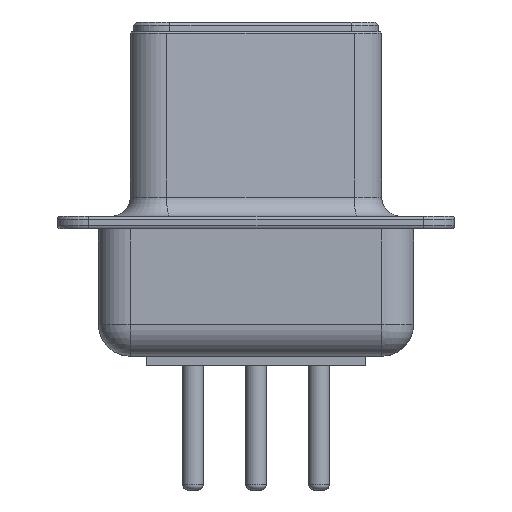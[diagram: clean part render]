
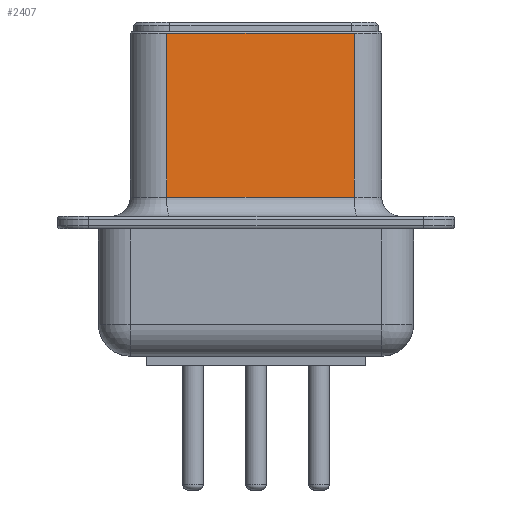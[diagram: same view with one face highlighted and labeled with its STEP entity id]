
A CAD part, left-side view. The second image highlights one B-rep face of the part: STEP entity #2407.
In plain terms, the highlighted planar face has unit normal (-0.99, -0.143, 0).
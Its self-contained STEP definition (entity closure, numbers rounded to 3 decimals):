
#921 = VERTEX_POINT('',#922);
#922 = CARTESIAN_POINT('',(-34.442,0.827,10.45));
#969 = EDGE_CURVE('',#921,#970,#972,.T.);
#970 = VERTEX_POINT('',#971);
#971 = CARTESIAN_POINT('',(-33.587,-5.073,10.45));
#972 = LINE('',#973,#974);
#973 = CARTESIAN_POINT('',(-34.442,0.827,10.45));
#974 = VECTOR('',#975,1.);
#975 = DIRECTION('',(0.143,-0.99,-0.));
#2364 = VERTEX_POINT('',#2365);
#2365 = CARTESIAN_POINT('',(-34.442,0.827,5.3));
#2372 = EDGE_CURVE('',#2364,#921,#2373,.T.);
#2373 = LINE('',#2374,#2375);
#2374 = CARTESIAN_POINT('',(-34.442,0.827,4.7));
#2375 = VECTOR('',#2376,1.);
#2376 = DIRECTION('',(0.,0.,1.));
#2407 = ADVANCED_FACE('',(#2408),#2426,.T.);
#2408 = FACE_BOUND('',#2409,.T.);
#2409 = EDGE_LOOP('',(#2410,#2418,#2419,#2420));
#2410 = ORIENTED_EDGE('',*,*,#2411,.T.);
#2411 = EDGE_CURVE('',#2412,#970,#2414,.T.);
#2412 = VERTEX_POINT('',#2413);
#2413 = CARTESIAN_POINT('',(-33.587,-5.073,5.3));
#2414 = LINE('',#2415,#2416);
#2415 = CARTESIAN_POINT('',(-33.587,-5.073,4.7));
#2416 = VECTOR('',#2417,1.);
#2417 = DIRECTION('',(0.,0.,1.));
#2418 = ORIENTED_EDGE('',*,*,#969,.F.);
#2419 = ORIENTED_EDGE('',*,*,#2372,.F.);
#2420 = ORIENTED_EDGE('',*,*,#2421,.T.);
#2421 = EDGE_CURVE('',#2364,#2412,#2422,.T.);
#2422 = LINE('',#2423,#2424);
#2423 = CARTESIAN_POINT('',(-34.442,0.827,5.3));
#2424 = VECTOR('',#2425,1.);
#2425 = DIRECTION('',(0.143,-0.99,-0.));
#2426 = PLANE('',#2427);
#2427 = AXIS2_PLACEMENT_3D('',#2428,#2429,#2430);
#2428 = CARTESIAN_POINT('',(-33.463,-5.93,4.7));
#2429 = DIRECTION('',(-0.99,-0.143,0.));
#2430 = DIRECTION('',(-0.143,0.99,0.));
